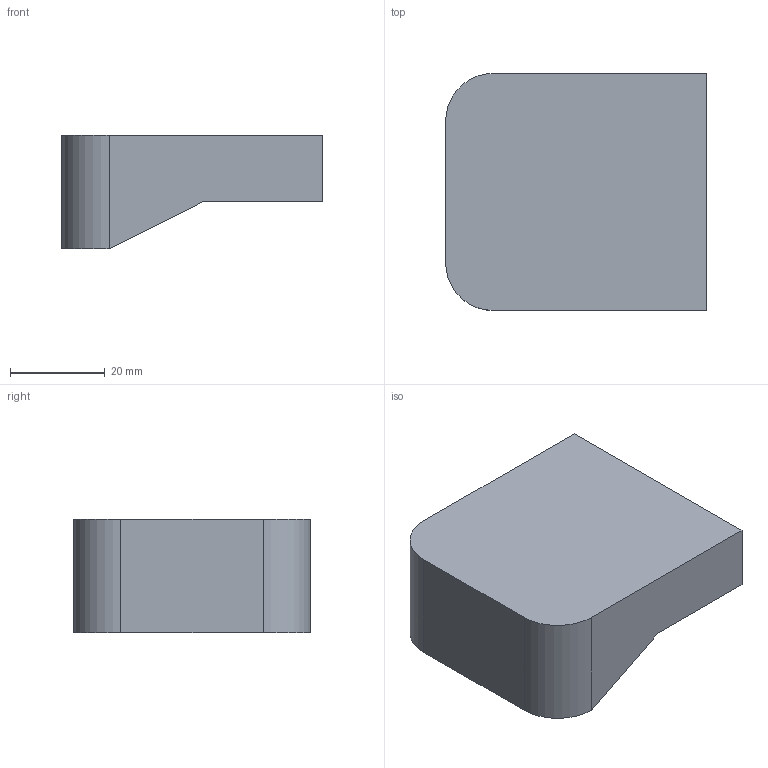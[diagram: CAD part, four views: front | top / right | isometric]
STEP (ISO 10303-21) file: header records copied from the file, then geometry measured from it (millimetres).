
FILE_DESCRIPTION(/* description */ (''),/* implementation_level */ '2;1');
FILE_NAME(/* name */ '31sj1.stp',/* time_stamp */ '2019-05-31T11:59:08+08:00',/* author */ (''),/* organization */ (''),/* preprocessor_version */ 'ST-DEVELOPER v16',/* originating_system */ 'SIEMENS PLM Software NX 10.0',/* authorisation */ '');
FILE_SCHEMA (('AUTOMOTIVE_DESIGN { 1 0 10303 214 3 1 1 1 }'));
Length unit declared in the file: millimetre
Products named in the file (1): 31sj1
Bounding box: 55 x 50 x 24 mm (x, y, z)
Volume: 45500.8 mm3; surface area: 9545.6 mm2
Topology: 1 solids, 1 shells, 17 faces, 41 edges, 26 vertices
Faces by surface type: plane 13, cylinder 4
Entity records: 515 total; most frequent: DIRECTION 85, CARTESIAN_POINT 85, ORIENTED_EDGE 82, EDGE_CURVE 41, LINE 33, VECTOR 33, VERTEX_POINT 26, AXIS2_PLACEMENT_3D 26
